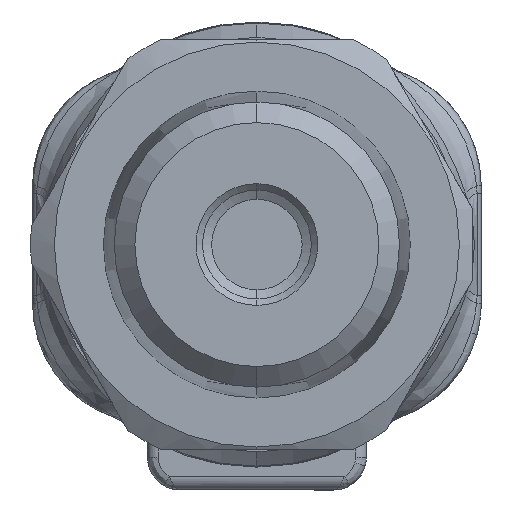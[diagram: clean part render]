
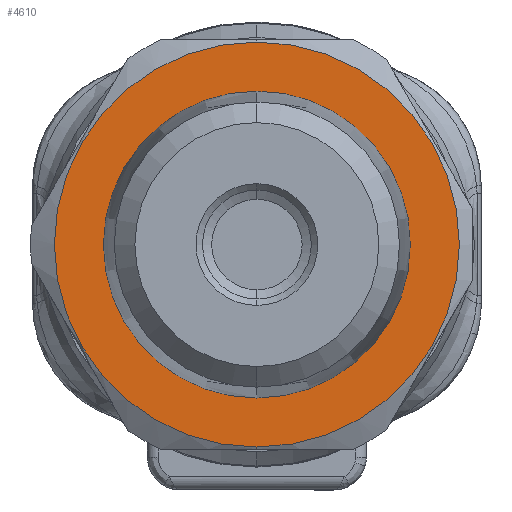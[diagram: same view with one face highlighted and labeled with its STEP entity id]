
A CAD part, front view. The second image highlights one B-rep face of the part: STEP entity #4610.
In plain terms, the highlighted planar face has unit normal (0, -1, 0).
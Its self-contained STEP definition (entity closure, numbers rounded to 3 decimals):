
#308 = ORIENTED_EDGE ( 'NONE', *, *, #12975, .F. ) ;
#337 = DIRECTION ( 'NONE',  ( 0., 0., -1. ) ) ;
#478 = EDGE_CURVE ( 'NONE', #8832, #3576, #8346, .T. ) ;
#791 = AXIS2_PLACEMENT_3D ( 'NONE', #9385, #3305, #337 ) ;
#915 = FACE_OUTER_BOUND ( 'NONE', #8577, .T. ) ;
#954 = AXIS2_PLACEMENT_3D ( 'NONE', #1545, #2540, #2587 ) ;
#1545 = CARTESIAN_POINT ( 'NONE',  ( 9.4, 17., 0. ) ) ;
#2062 = DIRECTION ( 'NONE',  ( 0., -1., 0. ) ) ;
#2540 = DIRECTION ( 'NONE',  ( 0., -1., 0. ) ) ;
#2587 = DIRECTION ( 'NONE',  ( 0., 0., -1. ) ) ;
#2631 = PLANE ( 'NONE',  #954 ) ;
#2635 = CIRCLE ( 'NONE', #8638, 7.122 ) ;
#2793 = AXIS2_PLACEMENT_3D ( 'NONE', #10408, #4284, #11454 ) ;
#3305 = DIRECTION ( 'NONE',  ( 0., -1., 0. ) ) ;
#3317 = EDGE_LOOP ( 'NONE', ( #308, #10248 ) ) ;
#3576 = VERTEX_POINT ( 'NONE', #6349 ) ;
#3720 = ORIENTED_EDGE ( 'NONE', *, *, #6270, .T. ) ;
#4040 = CARTESIAN_POINT ( 'NONE',  ( 0., 17., 7.122 ) ) ;
#4284 = DIRECTION ( 'NONE',  ( 0., -1., 0. ) ) ;
#4500 = EDGE_CURVE ( 'NONE', #8193, #7435, #12750, .T. ) ;
#4610 = ADVANCED_FACE ( 'NONE', ( #915, #8727 ), #2631, .T. ) ;
#5227 = CARTESIAN_POINT ( 'NONE',  ( 0., 17., 0. ) ) ;
#6115 = DIRECTION ( 'NONE',  ( 0., 0., -1. ) ) ;
#6270 = EDGE_CURVE ( 'NONE', #3576, #8832, #11634, .T. ) ;
#6349 = CARTESIAN_POINT ( 'NONE',  ( 0., 17., -9.4 ) ) ;
#6770 = CARTESIAN_POINT ( 'NONE',  ( 0., 17., 9.4 ) ) ;
#7029 = CARTESIAN_POINT ( 'NONE',  ( 0., 17., -7.122 ) ) ;
#7435 = VERTEX_POINT ( 'NONE', #4040 ) ;
#8193 = VERTEX_POINT ( 'NONE', #7029 ) ;
#8346 = CIRCLE ( 'NONE', #12737, 9.4 ) ;
#8577 = EDGE_LOOP ( 'NONE', ( #12625, #3720 ) ) ;
#8638 = AXIS2_PLACEMENT_3D ( 'NONE', #10058, #13021, #12139 ) ;
#8727 = FACE_BOUND ( 'NONE', #3317, .T. ) ;
#8832 = VERTEX_POINT ( 'NONE', #6770 ) ;
#9385 = CARTESIAN_POINT ( 'NONE',  ( 0., 17., 0. ) ) ;
#10058 = CARTESIAN_POINT ( 'NONE',  ( 0., 17., 0. ) ) ;
#10248 = ORIENTED_EDGE ( 'NONE', *, *, #4500, .F. ) ;
#10408 = CARTESIAN_POINT ( 'NONE',  ( 0., 17., 0. ) ) ;
#11454 = DIRECTION ( 'NONE',  ( 0., 0., -1. ) ) ;
#11634 = CIRCLE ( 'NONE', #791, 9.4 ) ;
#12139 = DIRECTION ( 'NONE',  ( 0., 0., -1. ) ) ;
#12625 = ORIENTED_EDGE ( 'NONE', *, *, #478, .T. ) ;
#12737 = AXIS2_PLACEMENT_3D ( 'NONE', #5227, #2062, #6115 ) ;
#12750 = CIRCLE ( 'NONE', #2793, 7.122 ) ;
#12975 = EDGE_CURVE ( 'NONE', #7435, #8193, #2635, .T. ) ;
#13021 = DIRECTION ( 'NONE',  ( 0., -1., 0. ) ) ;
